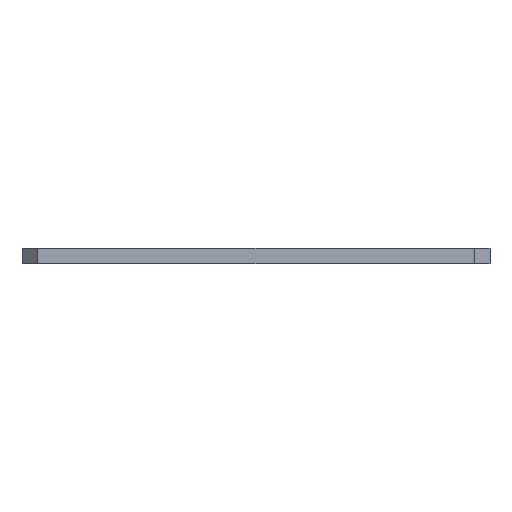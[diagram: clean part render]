
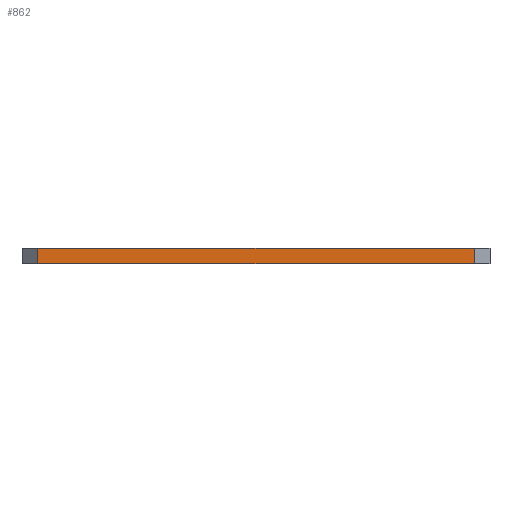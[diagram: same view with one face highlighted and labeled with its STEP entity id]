
A CAD part, front view. The second image highlights one B-rep face of the part: STEP entity #862.
In plain terms, the highlighted planar face has unit normal (0, -1, 0).
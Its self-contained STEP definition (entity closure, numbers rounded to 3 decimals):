
#6 = CARTESIAN_POINT ( 'NONE',  ( 28., -60., -2. ) ) ;
#25 = FACE_OUTER_BOUND ( 'NONE', #541, .T. ) ;
#41 = CARTESIAN_POINT ( 'NONE',  ( 28., -60., 0. ) ) ;
#90 = VERTEX_POINT ( 'NONE', #726 ) ;
#94 = VECTOR ( 'NONE', #478, 1000. ) ;
#116 = CARTESIAN_POINT ( 'NONE',  ( -28., -60., -2. ) ) ;
#119 = CARTESIAN_POINT ( 'NONE',  ( -28., -60., 0. ) ) ;
#121 = DIRECTION ( 'NONE',  ( 0., 0., -1. ) ) ;
#130 = VERTEX_POINT ( 'NONE', #436 ) ;
#151 = VECTOR ( 'NONE', #121, 1000. ) ;
#181 = VERTEX_POINT ( 'NONE', #119 ) ;
#190 = VECTOR ( 'NONE', #785, 1000. ) ;
#215 = LINE ( 'NONE', #289, #657 ) ;
#289 = CARTESIAN_POINT ( 'NONE',  ( -30., -60., -2. ) ) ;
#300 = VERTEX_POINT ( 'NONE', #41 ) ;
#302 = PLANE ( 'NONE',  #462 ) ;
#319 = EDGE_CURVE ( 'NONE', #300, #181, #793, .T. ) ;
#355 = DIRECTION ( 'NONE',  ( -1., 0., 0. ) ) ;
#417 = ORIENTED_EDGE ( 'NONE', *, *, #561, .T. ) ;
#436 = CARTESIAN_POINT ( 'NONE',  ( -28., -60., -2. ) ) ;
#462 = AXIS2_PLACEMENT_3D ( 'NONE', #576, #775, #492 ) ;
#478 = DIRECTION ( 'NONE',  ( 0., 0., 1. ) ) ;
#492 = DIRECTION ( 'NONE',  ( 0., 0., 1. ) ) ;
#505 = CARTESIAN_POINT ( 'NONE',  ( -30., -60., 0. ) ) ;
#541 = EDGE_LOOP ( 'NONE', ( #713, #417, #779, #815 ) ) ;
#561 = EDGE_CURVE ( 'NONE', #181, #130, #745, .T. ) ;
#576 = CARTESIAN_POINT ( 'NONE',  ( -30., -60., -2. ) ) ;
#577 = EDGE_CURVE ( 'NONE', #90, #300, #624, .T. ) ;
#590 = EDGE_CURVE ( 'NONE', #90, #130, #215, .T. ) ;
#624 = LINE ( 'NONE', #6, #94 ) ;
#657 = VECTOR ( 'NONE', #355, 1000. ) ;
#713 = ORIENTED_EDGE ( 'NONE', *, *, #319, .T. ) ;
#726 = CARTESIAN_POINT ( 'NONE',  ( 28., -60., -2. ) ) ;
#745 = LINE ( 'NONE', #116, #151 ) ;
#775 = DIRECTION ( 'NONE',  ( 0., 1., 0. ) ) ;
#779 = ORIENTED_EDGE ( 'NONE', *, *, #590, .F. ) ;
#785 = DIRECTION ( 'NONE',  ( -1., 0., 0. ) ) ;
#793 = LINE ( 'NONE', #505, #190 ) ;
#815 = ORIENTED_EDGE ( 'NONE', *, *, #577, .T. ) ;
#862 = ADVANCED_FACE ( 'NONE', ( #25 ), #302, .F. ) ;
